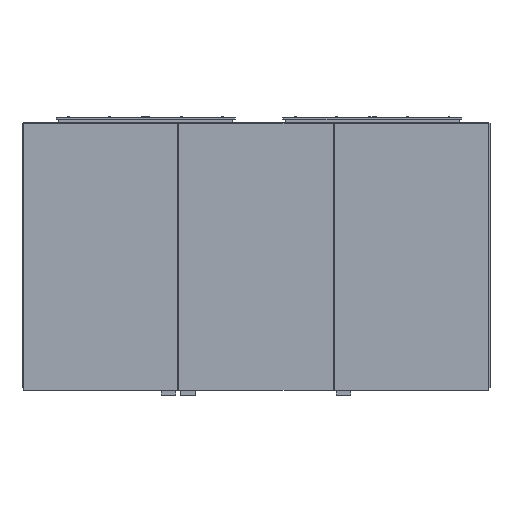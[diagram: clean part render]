
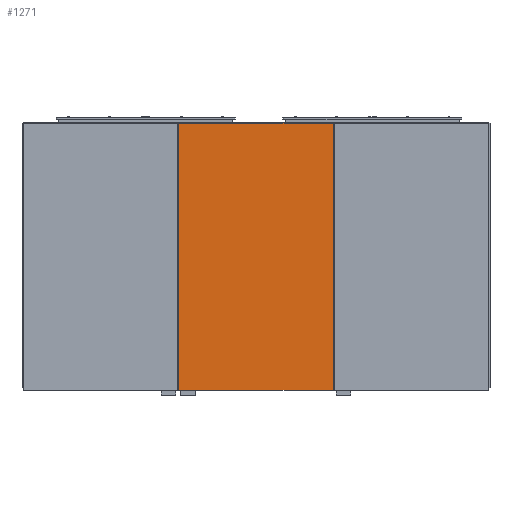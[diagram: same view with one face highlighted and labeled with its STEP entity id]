
A CAD part, front view. The second image highlights one B-rep face of the part: STEP entity #1271.
In plain terms, the highlighted planar face has unit normal (0, -1, 0).
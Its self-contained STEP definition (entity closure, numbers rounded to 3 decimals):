
#1271=ADVANCED_FACE($,(#2891),#23652,.T.);
#2891=FACE_OUTER_BOUND($,#4584,.T.);
#4584=EDGE_LOOP($,(#11488,#11489,#11490,#11491));
#11488=ORIENTED_EDGE($,*,*,#17657,.T.);
#11489=ORIENTED_EDGE($,*,*,#17658,.T.);
#11490=ORIENTED_EDGE($,*,*,#17659,.T.);
#11491=ORIENTED_EDGE($,*,*,#17660,.T.);
#17657=EDGE_CURVE($,#21279,#21280,#27602,.T.);
#17658=EDGE_CURVE($,#21280,#21281,#27603,.T.);
#17659=EDGE_CURVE($,#21281,#21282,#27604,.T.);
#17660=EDGE_CURVE($,#21282,#21279,#27605,.T.);
#21279=VERTEX_POINT($,#46607);
#21280=VERTEX_POINT($,#46608);
#21281=VERTEX_POINT($,#46609);
#21282=VERTEX_POINT($,#46610);
#23652=PLANE($,#29327);
#27602=B_SPLINE_CURVE_WITH_KNOTS($,1,(#46577,#46578),.UNSPECIFIED.,.F.,.F.,
(2,2),(0.,746.),.UNSPECIFIED.);
#27603=B_SPLINE_CURVE_WITH_KNOTS($,1,(#46579,#46580),.UNSPECIFIED.,.F.,.F.,
(2,2),(-431.5,0.),.UNSPECIFIED.);
#27604=B_SPLINE_CURVE_WITH_KNOTS($,1,(#46581,#46582),.UNSPECIFIED.,.F.,.F.,
(2,2),(-746.,0.),.UNSPECIFIED.);
#27605=B_SPLINE_CURVE_WITH_KNOTS($,1,(#46583,#46584),.UNSPECIFIED.,.F.,.F.,
(2,2),(0.,431.5),.UNSPECIFIED.);
#29327=AXIS2_PLACEMENT_3D($,#46601,#30170,$);
#30170=DIRECTION($,(0.,-1.,0.));
#46577=CARTESIAN_POINT($,(12112.403,4280.876,-0.5));
#46578=CARTESIAN_POINT($,(12112.403,4280.876,-746.5));
#46579=CARTESIAN_POINT($,(12112.403,4280.876,-746.5));
#46580=CARTESIAN_POINT($,(12543.903,4280.876,-746.5));
#46581=CARTESIAN_POINT($,(12543.903,4280.876,-746.5));
#46582=CARTESIAN_POINT($,(12543.903,4280.876,-0.5));
#46583=CARTESIAN_POINT($,(12543.903,4280.876,-0.5));
#46584=CARTESIAN_POINT($,(12112.403,4280.876,-0.5));
#46601=CARTESIAN_POINT($,(12112.403,4280.876,-0.5));
#46607=CARTESIAN_POINT($,(12112.403,4280.876,-0.5));
#46608=CARTESIAN_POINT($,(12112.403,4280.876,-746.5));
#46609=CARTESIAN_POINT($,(12543.903,4280.876,-746.5));
#46610=CARTESIAN_POINT($,(12543.903,4280.876,-0.5));
